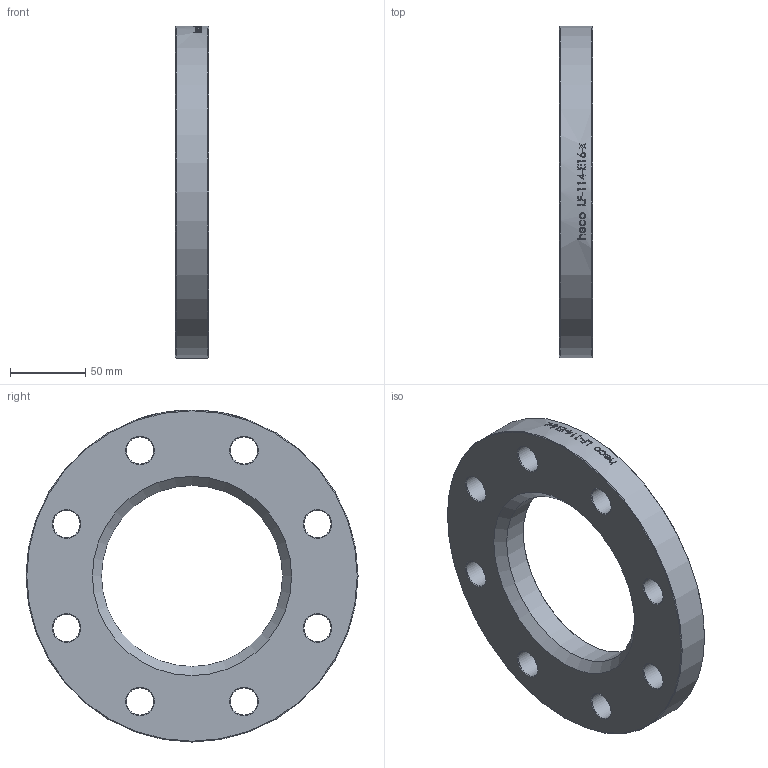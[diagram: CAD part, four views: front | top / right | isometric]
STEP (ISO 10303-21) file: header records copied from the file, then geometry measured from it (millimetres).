
FILE_DESCRIPTION (( 'STEP AP214' ), '1' );
FILE_NAME ('LF-114-E16-x Loser Flansch 2101.STEP', '2021-01-21T09:46:47', ( '' ), ( '' ), 'SwSTEP 2.0', 'SolidWorks 2019', '' );
FILE_SCHEMA (( 'AUTOMOTIVE_DESIGN' ));
Length unit declared in the file: millimetre
Products named in the file (1): LF-114-E16-x Loser Flansch 2101
Bounding box: 22 x 220 x 220 mm (x, y, z)
Volume: 535278.6 mm3; surface area: 80731.8 mm2
Topology: 1 solids, 1 shells, 52 faces, 223 edges, 193 vertices
Faces by surface type: cylinder 30, cone 20, plane 2
Full cylindrical faces by diameter (mm): 18 x8, 120 x1, 220 x1
Entity records: 3838 total; most frequent: CARTESIAN_POINT 1882, ORIENTED_EDGE 366, DIRECTION 310, VERTEX_POINT 183, EDGE_CURVE 183, AXIS2_PLACEMENT_3D 137, EDGE_LOOP 120, CIRCLE 84
